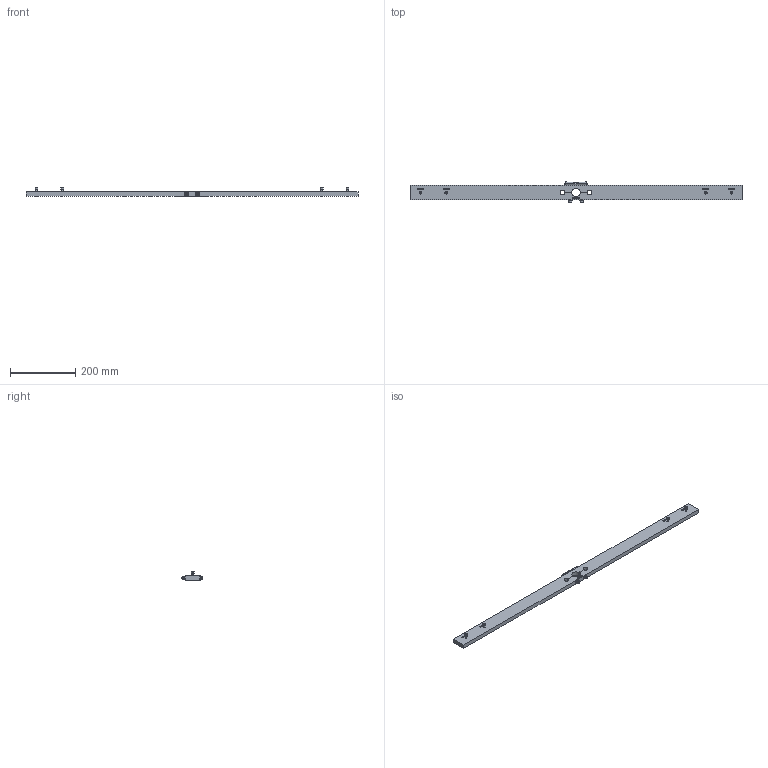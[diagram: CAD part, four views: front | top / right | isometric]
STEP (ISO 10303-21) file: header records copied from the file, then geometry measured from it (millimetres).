
FILE_DESCRIPTION (( 'STEP AP214' ), '1' );
FILE_NAME ('CB-800_EF.STEP', '2017-12-15T15:19:55', ( '' ), ( '' ), 'SwSTEP 2.0', 'SolidWorks 2017', '' );
FILE_SCHEMA (( 'AUTOMOTIVE_DESIGN' ));
Length unit declared in the file: inch
Products named in the file (1): CB-800_EF
Bounding box: 1016 x 62.23 x 25 mm (x, y, z)
Surface area: 122816.2 mm2 (no closed solid volume)
Topology: 0 solids, 50 shells, 140 faces, 1026 edges, 921 vertices
Faces by surface type: plane 95, cylinder 37, torus 4, sphere 4
Entity records: 15460 total; most frequent: CARTESIAN_POINT 6645, ORIENTED_EDGE 1213, DIRECTION 1159, EDGE_CURVE 1022, VERTEX_POINT 921, LINE 581, VECTOR 581, AXIS2_PLACEMENT_3D 289
